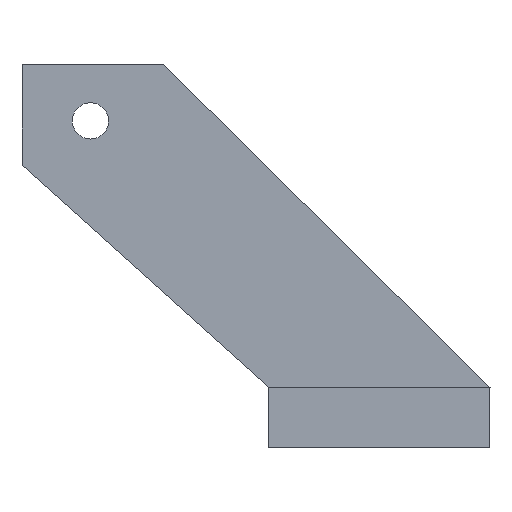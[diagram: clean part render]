
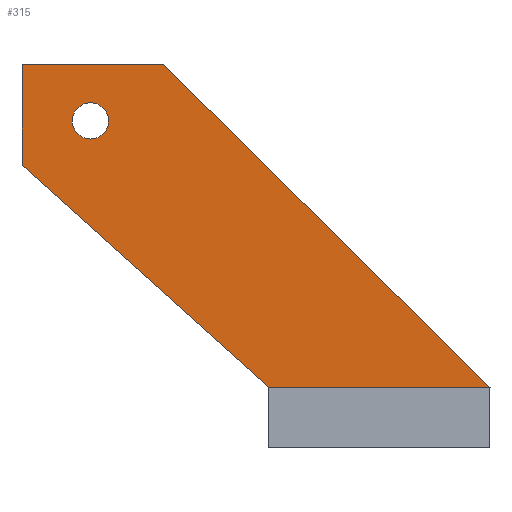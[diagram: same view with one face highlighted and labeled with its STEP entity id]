
A CAD part, left-side view. The second image highlights one B-rep face of the part: STEP entity #315.
In plain terms, the highlighted planar face has unit normal (-1, 0, 0).
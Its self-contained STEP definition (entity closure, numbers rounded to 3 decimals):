
#22=FACE_BOUND('',#62,.T.);
#28=CIRCLE('',#346,0.9);
#41=FACE_OUTER_BOUND('',#61,.T.);
#61=EDGE_LOOP('',(#238,#239,#240,#241,#242));
#62=EDGE_LOOP('',(#243));
#86=LINE('',#481,#119);
#89=LINE('',#487,#122);
#91=LINE('',#491,#124);
#93=LINE('',#494,#126);
#94=LINE('',#496,#127);
#119=VECTOR('',#389,10.);
#122=VECTOR('',#394,10.);
#124=VECTOR('',#398,10.);
#126=VECTOR('',#402,10.);
#127=VECTOR('',#405,10.);
#151=VERTEX_POINT('',#474);
#152=VERTEX_POINT('',#478);
#153=VERTEX_POINT('',#480);
#154=VERTEX_POINT('',#484);
#155=VERTEX_POINT('',#486);
#156=VERTEX_POINT('',#490);
#177=EDGE_CURVE('',#151,#151,#28,.T.);
#180=EDGE_CURVE('',#153,#152,#86,.T.);
#183=EDGE_CURVE('',#155,#154,#89,.T.);
#185=EDGE_CURVE('',#156,#155,#91,.T.);
#187=EDGE_CURVE('',#152,#156,#93,.T.);
#188=EDGE_CURVE('',#153,#154,#94,.T.);
#238=ORIENTED_EDGE('',*,*,#187,.T.);
#239=ORIENTED_EDGE('',*,*,#185,.T.);
#240=ORIENTED_EDGE('',*,*,#183,.T.);
#241=ORIENTED_EDGE('',*,*,#188,.F.);
#242=ORIENTED_EDGE('',*,*,#180,.T.);
#243=ORIENTED_EDGE('',*,*,#177,.T.);
#299=PLANE('',#351);
#315=ADVANCED_FACE('',(#41,#22),#299,.T.);
#346=AXIS2_PLACEMENT_3D('',#475,#383,#384);
#351=AXIS2_PLACEMENT_3D('',#495,#403,#404);
#383=DIRECTION('center_axis',(1.,0.,0.));
#384=DIRECTION('ref_axis',(0.,0.,1.));
#389=DIRECTION('',(0.,0.712,0.702));
#394=DIRECTION('',(0.,-0.743,-0.669));
#398=DIRECTION('',(0.,0.,-1.));
#402=DIRECTION('',(0.,1.,0.));
#403=DIRECTION('center_axis',(-1.,0.,0.));
#404=DIRECTION('ref_axis',(0.,0.,1.));
#405=DIRECTION('',(0.,1.,0.));
#474=CARTESIAN_POINT('',(8.,19.819,15.3));
#475=CARTESIAN_POINT('Origin',(8.,19.819,16.2));
#478=CARTESIAN_POINT('',(8.,16.217,19.));
#480=CARTESIAN_POINT('',(8.,0.,3.));
#481=CARTESIAN_POINT('',(8.,16.217,19.));
#484=CARTESIAN_POINT('',(8.,11.,3.));
#486=CARTESIAN_POINT('',(8.,23.217,14.));
#487=CARTESIAN_POINT('',(8.,23.217,14.));
#490=CARTESIAN_POINT('',(8.,23.217,19.));
#491=CARTESIAN_POINT('',(8.,23.217,19.));
#494=CARTESIAN_POINT('',(8.,16.217,19.));
#495=CARTESIAN_POINT('Origin',(8.,11.608,11.));
#496=CARTESIAN_POINT('',(8.,8.554,3.));
